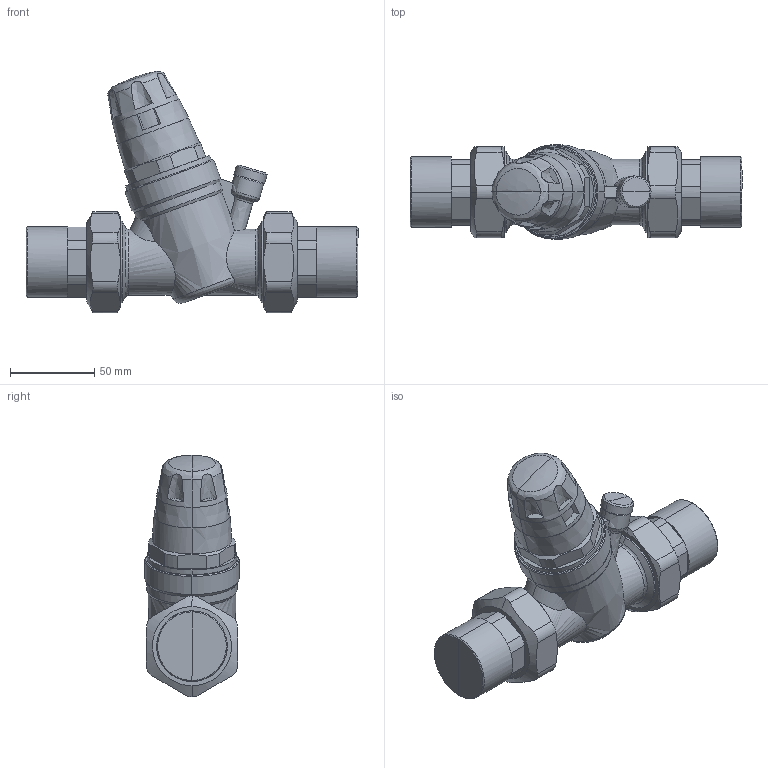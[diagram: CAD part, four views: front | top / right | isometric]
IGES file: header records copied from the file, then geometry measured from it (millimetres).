
Global section: file name: 535074 (IGS); native system: Autodesk Inventor 2014; preprocessor: unknown; author: ufftec; date: 20170223.115238; units: millimetre
Bounding box: 197 x 55.96 x 143.49 mm (x, y, z)
Volume: 497705.9 mm3; surface area: 62026.7 mm2
Topology: 5 solids, 5 shells, 206 faces, 515 edges, 322 vertices
Faces by surface type: bspline 206
